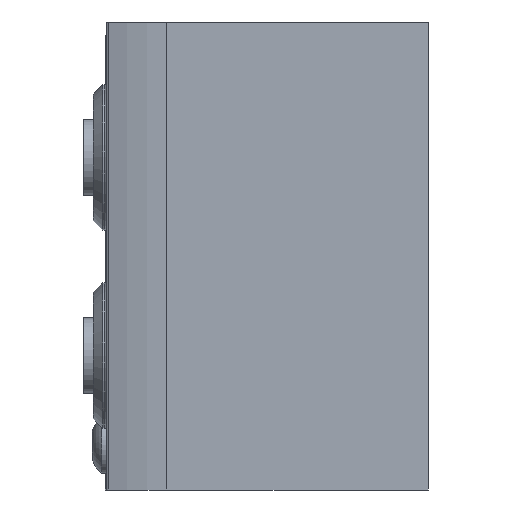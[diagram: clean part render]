
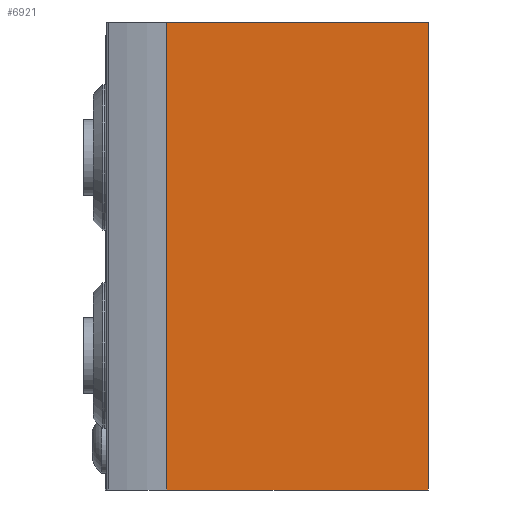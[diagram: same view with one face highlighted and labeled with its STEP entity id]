
A CAD part, left-side view. The second image highlights one B-rep face of the part: STEP entity #6921.
In plain terms, the highlighted planar face has unit normal (-1, 0, 0).
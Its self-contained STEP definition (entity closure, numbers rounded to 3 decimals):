
#203=LINE('',#9507,#561);
#245=LINE('',#9747,#603);
#247=LINE('',#9753,#605);
#248=LINE('',#9754,#606);
#561=VECTOR('',#7894,1000.);
#603=VECTOR('',#8118,1000.);
#605=VECTOR('',#8124,1000.);
#606=VECTOR('',#8125,1000.);
#1064=ORIENTED_EDGE('',*,*,#2387,.T.);
#1065=ORIENTED_EDGE('',*,*,#2266,.F.);
#1066=ORIENTED_EDGE('',*,*,#2388,.F.);
#1067=ORIENTED_EDGE('',*,*,#2384,.T.);
#2266=EDGE_CURVE('',#2930,#2927,#203,.T.);
#2384=EDGE_CURVE('',#3038,#3037,#245,.T.);
#2387=EDGE_CURVE('',#3037,#2927,#247,.T.);
#2388=EDGE_CURVE('',#3038,#2930,#248,.T.);
#2927=VERTEX_POINT('',#9501);
#2930=VERTEX_POINT('',#9506);
#3037=VERTEX_POINT('',#9746);
#3038=VERTEX_POINT('',#9748);
#3731=EDGE_LOOP('',(#1064,#1065,#1066,#1067));
#4169=FACE_BOUND('',#3731,.T.);
#4584=PLANE('',#7325);
#6921=ADVANCED_FACE('',(#4169),#4584,.F.);
#7325=AXIS2_PLACEMENT_3D('',#9752,#8122,#8123);
#7894=DIRECTION('',(0.,0.,-1.));
#8118=DIRECTION('',(0.,0.,-1.));
#8122=DIRECTION('',(1.,0.,0.));
#8123=DIRECTION('',(0.,0.,-1.));
#8124=DIRECTION('',(0.,-1.,0.));
#8125=DIRECTION('',(0.,-1.,0.));
#9501=CARTESIAN_POINT('',(-53.65,0.,-24.725));
#9506=CARTESIAN_POINT('',(-53.65,0.,24.725));
#9507=CARTESIAN_POINT('',(-53.65,0.,24.725));
#9746=CARTESIAN_POINT('',(-53.65,27.7,-24.725));
#9747=CARTESIAN_POINT('',(-53.65,27.7,24.725));
#9748=CARTESIAN_POINT('',(-53.65,27.7,24.725));
#9752=CARTESIAN_POINT('',(-53.65,27.7,24.725));
#9753=CARTESIAN_POINT('',(-53.65,27.7,-24.725));
#9754=CARTESIAN_POINT('',(-53.65,27.7,24.725));
